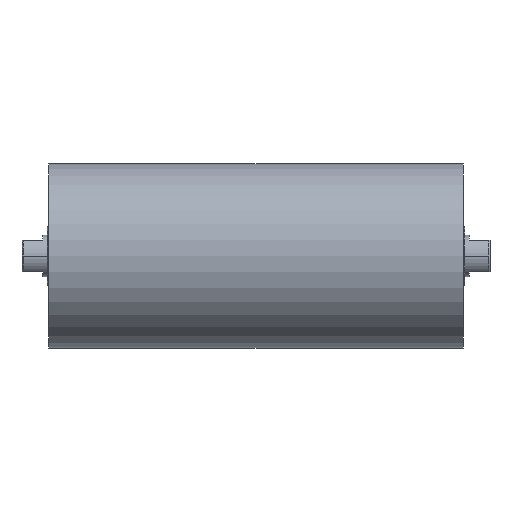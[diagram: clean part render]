
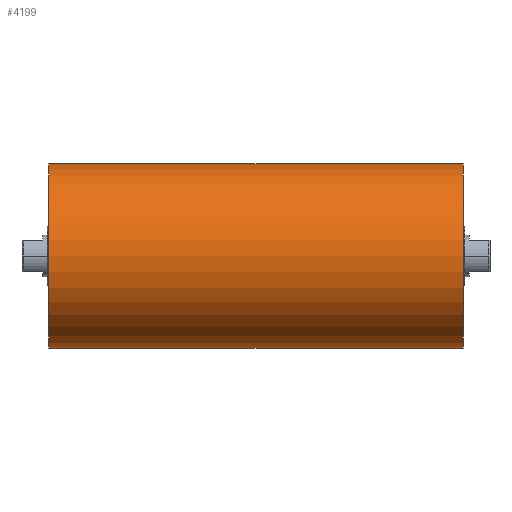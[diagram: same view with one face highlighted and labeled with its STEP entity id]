
A CAD part, front view. The second image highlights one B-rep face of the part: STEP entity #4199.
In plain terms, the highlighted cylindrical face has radius 44.5 mm (diameter 89 mm), a partial arc.
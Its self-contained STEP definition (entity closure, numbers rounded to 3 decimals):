
#321 = EDGE_CURVE ( 'NONE', #22330, #13524, #7615, .T. ) ;
#421 = ORIENTED_EDGE ( 'NONE', *, *, #321, .F. ) ;
#831 = DIRECTION ( 'NONE',  ( -1., 0., 0. ) ) ;
#832 = CARTESIAN_POINT ( 'NONE',  ( 200., 0., -44.5 ) ) ;
#1093 = CARTESIAN_POINT ( 'NONE',  ( 200., 0., 44.5 ) ) ;
#2015 = VECTOR ( 'NONE', #17984, 1000. ) ;
#2168 = DIRECTION ( 'NONE',  ( -1., 0., 0. ) ) ;
#2354 = AXIS2_PLACEMENT_3D ( 'NONE', #3931, #18092, #12234 ) ;
#2793 = ORIENTED_EDGE ( 'NONE', *, *, #11429, .T. ) ;
#3338 = AXIS2_PLACEMENT_3D ( 'NONE', #11195, #831, #9114 ) ;
#3931 = CARTESIAN_POINT ( 'NONE',  ( 200., 0., 0. ) ) ;
#4063 = VERTEX_POINT ( 'NONE', #1093 ) ;
#4199 = ADVANCED_FACE ( 'NONE', ( #17974 ), #5176, .T. ) ;
#4959 = DIRECTION ( 'NONE',  ( 1., 0., 0. ) ) ;
#5176 = CYLINDRICAL_SURFACE ( 'NONE', #3338, 44.5 ) ;
#5313 = ORIENTED_EDGE ( 'NONE', *, *, #24922, .F. ) ;
#6142 = EDGE_LOOP ( 'NONE', ( #421, #5313, #2793, #14411 ) ) ;
#7615 = LINE ( 'NONE', #14299, #2015 ) ;
#9114 = DIRECTION ( 'NONE',  ( 0., 0., 1. ) ) ;
#10997 = CARTESIAN_POINT ( 'NONE',  ( 0., 0., 44.5 ) ) ;
#11053 = VECTOR ( 'NONE', #2168, 1000. ) ;
#11195 = CARTESIAN_POINT ( 'NONE',  ( 200., 0., 0. ) ) ;
#11429 = EDGE_CURVE ( 'NONE', #4063, #16374, #18379, .T. ) ;
#12234 = DIRECTION ( 'NONE',  ( 0., 0., -1. ) ) ;
#12542 = EDGE_CURVE ( 'NONE', #16374, #13524, #13070, .T. ) ;
#12634 = AXIS2_PLACEMENT_3D ( 'NONE', #13273, #4959, #12869 ) ;
#12869 = DIRECTION ( 'NONE',  ( 0., 0., -1. ) ) ;
#13070 = CIRCLE ( 'NONE', #12634, 44.5 ) ;
#13273 = CARTESIAN_POINT ( 'NONE',  ( 0., 0., 0. ) ) ;
#13524 = VERTEX_POINT ( 'NONE', #15306 ) ;
#14299 = CARTESIAN_POINT ( 'NONE',  ( 200., 0., -44.5 ) ) ;
#14411 = ORIENTED_EDGE ( 'NONE', *, *, #12542, .T. ) ;
#15306 = CARTESIAN_POINT ( 'NONE',  ( 0., 0., -44.5 ) ) ;
#16374 = VERTEX_POINT ( 'NONE', #10997 ) ;
#17974 = FACE_OUTER_BOUND ( 'NONE', #6142, .T. ) ;
#17984 = DIRECTION ( 'NONE',  ( -1., 0., 0. ) ) ;
#18092 = DIRECTION ( 'NONE',  ( 1., 0., 0. ) ) ;
#18379 = LINE ( 'NONE', #20834, #11053 ) ;
#20834 = CARTESIAN_POINT ( 'NONE',  ( 200., 0., 44.5 ) ) ;
#22330 = VERTEX_POINT ( 'NONE', #832 ) ;
#24555 = CIRCLE ( 'NONE', #2354, 44.5 ) ;
#24922 = EDGE_CURVE ( 'NONE', #4063, #22330, #24555, .T. ) ;
